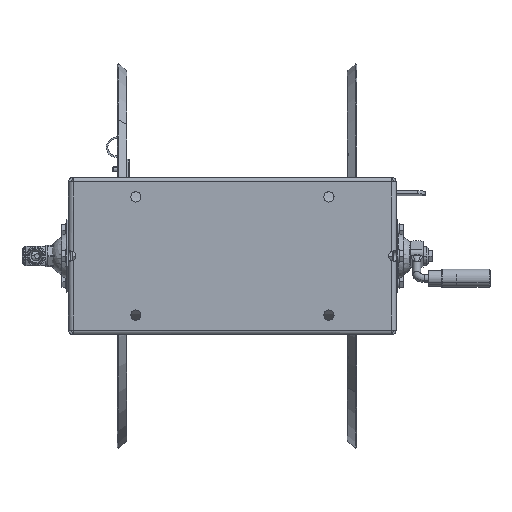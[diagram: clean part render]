
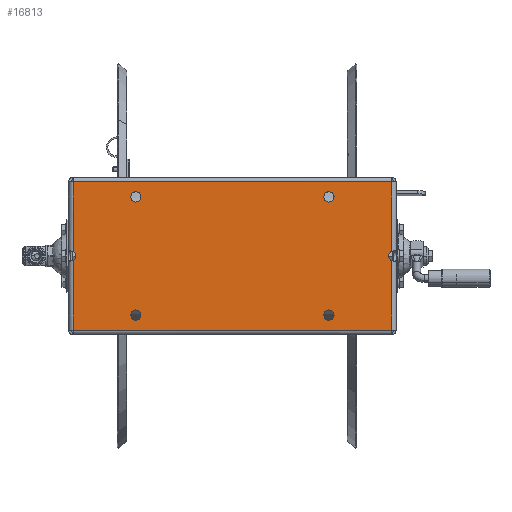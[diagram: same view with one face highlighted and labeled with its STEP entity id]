
A CAD part, front view. The second image highlights one B-rep face of the part: STEP entity #16813.
In plain terms, the highlighted planar face has unit normal (0, -1, 0).
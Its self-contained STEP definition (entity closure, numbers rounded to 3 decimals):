
#13267=DIRECTION('',(0.,0.,1.));
#13268=VECTOR('',#13267,88.388);
#13269=CARTESIAN_POINT('',(202.,0.,5.71));
#13270=LINE('',#13269,#13268);
#13299=DIRECTION('',(0.,0.,1.));
#13300=VECTOR('',#13299,88.388);
#13301=CARTESIAN_POINT('',(202.,0.,
-94.098));
#13302=LINE('',#13301,#13300);
#13352=CARTESIAN_POINT('',(205.106,0.,0.));
#13353=DIRECTION('',(0.,1.,0.));
#13354=DIRECTION('',(-0.478,0.,-0.878));
#13355=AXIS2_PLACEMENT_3D('',#13352,#13353,#13354);
#13360=CARTESIAN_POINT('',(-205.106,0.,0.));
#13361=DIRECTION('',(0.,1.,0.));
#13362=DIRECTION('',(0.478,0.,0.878));
#13363=AXIS2_PLACEMENT_3D('',#13360,#13361,#13362);
#13368=CARTESIAN_POINT('',(-122.5,0.,75.));
#13369=DIRECTION('',(0.,-1.,0.));
#13370=DIRECTION('',(-1.,0.,0.));
#13371=AXIS2_PLACEMENT_3D('',#13368,#13369,#13370);
#13376=CARTESIAN_POINT('',(-122.5,0.,75.));
#13377=DIRECTION('',(0.,-1.,0.));
#13378=DIRECTION('',(1.,0.,0.));
#13379=AXIS2_PLACEMENT_3D('',#13376,#13377,#13378);
#13384=CARTESIAN_POINT('',(122.5,0.,75.));
#13385=DIRECTION('',(0.,-1.,0.));
#13386=DIRECTION('',(-1.,0.,0.));
#13387=AXIS2_PLACEMENT_3D('',#13384,#13385,#13386);
#13392=CARTESIAN_POINT('',(122.5,0.,75.));
#13393=DIRECTION('',(0.,-1.,0.));
#13394=DIRECTION('',(1.,0.,0.));
#13395=AXIS2_PLACEMENT_3D('',#13392,#13393,#13394);
#13400=CARTESIAN_POINT('',(122.5,0.,-75.));
#13401=DIRECTION('',(0.,-1.,0.));
#13402=DIRECTION('',(-1.,0.,0.));
#13403=AXIS2_PLACEMENT_3D('',#13400,#13401,#13402);
#13408=CARTESIAN_POINT('',(122.5,0.,-75.));
#13409=DIRECTION('',(0.,-1.,0.));
#13410=DIRECTION('',(1.,0.,0.));
#13411=AXIS2_PLACEMENT_3D('',#13408,#13409,#13410);
#13416=CARTESIAN_POINT('',(-122.5,0.,-75.));
#13417=DIRECTION('',(0.,-1.,0.));
#13418=DIRECTION('',(-1.,0.,0.));
#13419=AXIS2_PLACEMENT_3D('',#13416,#13417,#13418);
#13424=CARTESIAN_POINT('',(-122.5,0.,-75.));
#13425=DIRECTION('',(0.,-1.,0.));
#13426=DIRECTION('',(1.,0.,0.));
#13427=AXIS2_PLACEMENT_3D('',#13424,#13425,#13426);
#13440=DIRECTION('',(-1.,0.,0.));
#13441=VECTOR('',#13440,404.);
#13442=CARTESIAN_POINT('',(202.,0.,
-94.098));
#13443=LINE('',#13442,#13441);
#13556=CARTESIAN_POINT('',(202.,0.,
-94.098));
#14069=DIRECTION('',(-1.,0.,0.));
#14070=VECTOR('',#14069,404.);
#14071=CARTESIAN_POINT('',(202.,0.,94.098));
#14072=LINE('',#14071,#14070);
#14236=CARTESIAN_POINT('',(202.,0.,94.098));
#14329=CARTESIAN_POINT('',(-202.,0.,
94.098));
#14407=DIRECTION('',(0.,0.,1.));
#14408=VECTOR('',#14407,88.388);
#14409=CARTESIAN_POINT('',(-202.,0.,5.71));
#14410=LINE('',#14409,#14408);
#14425=DIRECTION('',(0.,0.,1.));
#14426=VECTOR('',#14425,88.388);
#14427=CARTESIAN_POINT('',(-202.,0.,-94.098));
#14428=LINE('',#14427,#14426);
#14879=CARTESIAN_POINT('',(-202.,0.,-94.098));
#15746=VERTEX_POINT('',#14329);
#15749=VERTEX_POINT('',#14879);
#15756=VERTEX_POINT('',#14236);
#15761=VERTEX_POINT('',#13556);
#15811=CARTESIAN_POINT('',(202.,0.,-5.71));
#15812=CARTESIAN_POINT('',(202.,0.,5.71));
#15813=VERTEX_POINT('',#15811);
#15814=VERTEX_POINT('',#15812);
#15815=CARTESIAN_POINT('',(-202.,0.,5.71));
#15816=CARTESIAN_POINT('',(-202.,0.,-5.71));
#15817=VERTEX_POINT('',#15815);
#15818=VERTEX_POINT('',#15816);
#15843=CARTESIAN_POINT('',(-129.,0.,75.));
#15844=CARTESIAN_POINT('',(-116.,0.,75.));
#15845=VERTEX_POINT('',#15843);
#15846=VERTEX_POINT('',#15844);
#15847=CARTESIAN_POINT('',(116.,0.,75.));
#15848=CARTESIAN_POINT('',(129.,0.,75.));
#15849=VERTEX_POINT('',#15847);
#15850=VERTEX_POINT('',#15848);
#15851=CARTESIAN_POINT('',(116.,0.,-75.));
#15852=CARTESIAN_POINT('',(129.,0.,-75.));
#15853=VERTEX_POINT('',#15851);
#15854=VERTEX_POINT('',#15852);
#15855=CARTESIAN_POINT('',(-129.,0.,-75.));
#15856=CARTESIAN_POINT('',(-116.,0.,-75.));
#15857=VERTEX_POINT('',#15855);
#15858=VERTEX_POINT('',#15856);
#16769=CARTESIAN_POINT('',(208.,0.,-101.));
#16770=DIRECTION('',(0.,-1.,0.));
#16771=DIRECTION('',(0.,0.,1.));
#16772=AXIS2_PLACEMENT_3D('',#16769,#16770,#16771);
#16773=PLANE('',#16772);
#16774=ORIENTED_EDGE('',*,*,#16752,.F.);
#16775=ORIENTED_EDGE('',*,*,#16577,.F.);
#16777=ORIENTED_EDGE('',*,*,#16776,.T.);
#16779=ORIENTED_EDGE('',*,*,#16778,.T.);
#16781=ORIENTED_EDGE('',*,*,#16780,.F.);
#16783=ORIENTED_EDGE('',*,*,#16782,.T.);
#16785=ORIENTED_EDGE('',*,*,#16784,.F.);
#16786=ORIENTED_EDGE('',*,*,#16553,.F.);
#16787=EDGE_LOOP('',(#16774,#16775,#16777,#16779,#16781,#16783,#16785,#16786));
#16788=FACE_OUTER_BOUND('',#16787,.F.);
#16790=ORIENTED_EDGE('',*,*,#16789,.T.);
#16792=ORIENTED_EDGE('',*,*,#16791,.T.);
#16793=EDGE_LOOP('',(#16790,#16792));
#16794=FACE_BOUND('',#16793,.F.);
#16796=ORIENTED_EDGE('',*,*,#16795,.T.);
#16798=ORIENTED_EDGE('',*,*,#16797,.T.);
#16799=EDGE_LOOP('',(#16796,#16798));
#16800=FACE_BOUND('',#16799,.F.);
#16802=ORIENTED_EDGE('',*,*,#16801,.T.);
#16804=ORIENTED_EDGE('',*,*,#16803,.T.);
#16805=EDGE_LOOP('',(#16802,#16804));
#16806=FACE_BOUND('',#16805,.F.);
#16808=ORIENTED_EDGE('',*,*,#16807,.T.);
#16810=ORIENTED_EDGE('',*,*,#16809,.T.);
#16811=EDGE_LOOP('',(#16808,#16810));
#16812=FACE_BOUND('',#16811,.F.);
#16813=ADVANCED_FACE('',(#16788,#16794,#16800,#16806,#16812),#16773,.T.);
#13356=CIRCLE('',#13355,6.5);
#13364=CIRCLE('',#13363,6.5);
#13372=CIRCLE('',#13371,6.5);
#13380=CIRCLE('',#13379,6.5);
#13388=CIRCLE('',#13387,6.5);
#13396=CIRCLE('',#13395,6.5);
#13404=CIRCLE('',#13403,6.5);
#13412=CIRCLE('',#13411,6.5);
#13420=CIRCLE('',#13419,6.5);
#13428=CIRCLE('',#13427,6.5);
#16553=EDGE_CURVE('',#15814,#15756,#13270,.T.);
#16577=EDGE_CURVE('',#15761,#15813,#13302,.T.);
#16752=EDGE_CURVE('',#15813,#15814,#13356,.T.);
#16776=EDGE_CURVE('',#15761,#15749,#13443,.T.);
#16778=EDGE_CURVE('',#15749,#15818,#14428,.T.);
#16780=EDGE_CURVE('',#15817,#15818,#13364,.T.);
#16782=EDGE_CURVE('',#15817,#15746,#14410,.T.);
#16784=EDGE_CURVE('',#15756,#15746,#14072,.T.);
#16789=EDGE_CURVE('',#15845,#15846,#13372,.T.);
#16791=EDGE_CURVE('',#15846,#15845,#13380,.T.);
#16795=EDGE_CURVE('',#15849,#15850,#13388,.T.);
#16797=EDGE_CURVE('',#15850,#15849,#13396,.T.);
#16801=EDGE_CURVE('',#15853,#15854,#13404,.T.);
#16803=EDGE_CURVE('',#15854,#15853,#13412,.T.);
#16807=EDGE_CURVE('',#15857,#15858,#13420,.T.);
#16809=EDGE_CURVE('',#15858,#15857,#13428,.T.);
